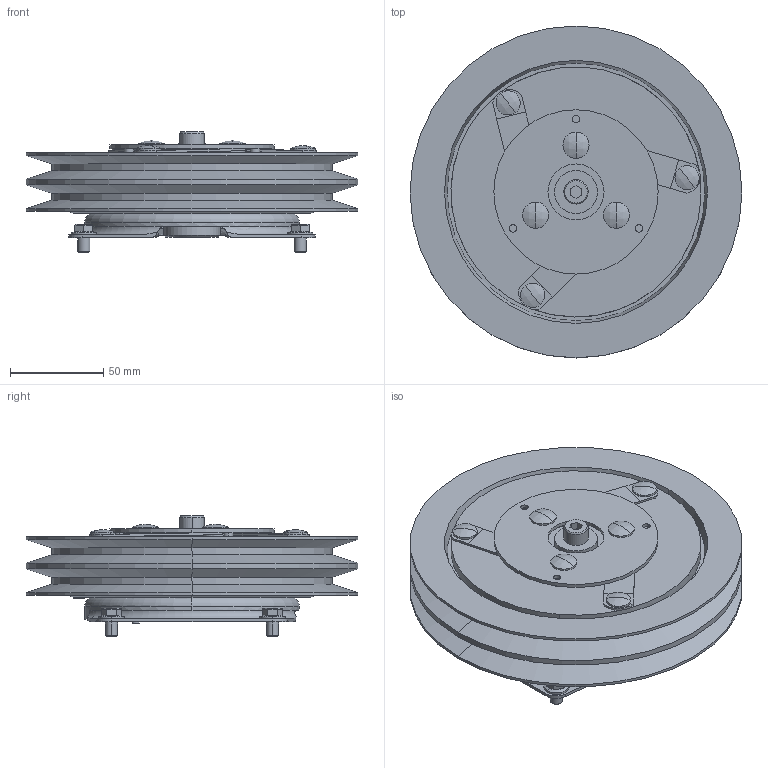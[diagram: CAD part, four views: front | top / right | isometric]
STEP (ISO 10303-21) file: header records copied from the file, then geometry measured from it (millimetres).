
FILE_DESCRIPTION (( 'STEP AP203' ), '1' );
FILE_NAME ('52088800_MA-7A-CP3_MGCL.STEP', '2016-03-16T03:43:18', ( '' ), ( '' ), 'SwSTEP 2.0', 'SolidWorks 2014', '' );
FILE_SCHEMA (( 'CONFIG_CONTROL_DESIGN' ));
Length unit declared in the file: millimetre
Products named in the file (1): 52088800_MA-7A-CP3_MGCL
Bounding box: 177.8 x 177.8 x 64.4 mm (x, y, z)
Volume: 675098.7 mm3; surface area: 151940.5 mm2
Topology: 7 solids, 10 shells, 536 faces, 1327 edges, 816 vertices
Faces by surface type: cylinder 228, plane 201, cone 65, torus 30, sphere 12
Entity records: 16287 total; most frequent: CARTESIAN_POINT 3039, DIRECTION 3016, ORIENTED_EDGE 2630, EDGE_CURVE 1315, AXIS2_PLACEMENT_3D 1235, VERTEX_POINT 816, CIRCLE 698, EDGE_LOOP 615
